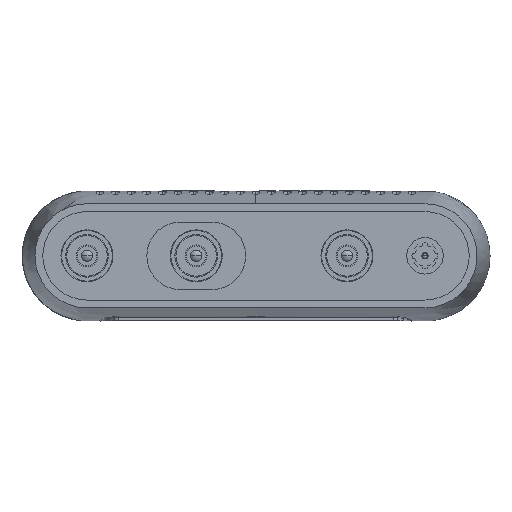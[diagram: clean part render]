
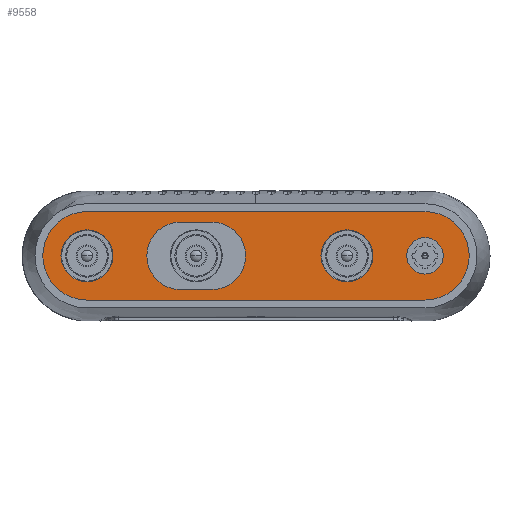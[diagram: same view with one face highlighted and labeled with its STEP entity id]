
A CAD part, top view. The second image highlights one B-rep face of the part: STEP entity #9558.
In plain terms, the highlighted planar face has unit normal (0, 0, 1).
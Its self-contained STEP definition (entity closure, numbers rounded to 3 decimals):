
#140 = VERTEX_POINT ( 'NONE', #6587 ) ;
#155 = CARTESIAN_POINT ( 'NONE',  ( 17.5, 0., -0.5 ) ) ;
#355 = DIRECTION ( 'NONE',  ( 1., 0., 0. ) ) ;
#360 = DIRECTION ( 'NONE',  ( 0., 0., 1. ) ) ;
#473 = CARTESIAN_POINT ( 'NONE',  ( 32.5, 0., -0.5 ) ) ;
#562 = ORIENTED_EDGE ( 'NONE', *, *, #16663, .F. ) ;
#728 = EDGE_CURVE ( 'NONE', #3640, #21796, #22594, .T. ) ;
#1565 = ORIENTED_EDGE ( 'NONE', *, *, #2209, .F. ) ;
#1704 = CIRCLE ( 'NONE', #7641, 3.5 ) ;
#1826 = CARTESIAN_POINT ( 'NONE',  ( -8.5, -6.5, -0.5 ) ) ;
#1837 = VERTEX_POINT ( 'NONE', #19236 ) ;
#2166 = AXIS2_PLACEMENT_3D ( 'NONE', #16615, #8673, #6245 ) ;
#2209 = EDGE_CURVE ( 'NONE', #26165, #21790, #15327, .T. ) ;
#2235 = ORIENTED_EDGE ( 'NONE', *, *, #16318, .T. ) ;
#2654 = DIRECTION ( 'NONE',  ( 1., 0., 0. ) ) ;
#2662 = DIRECTION ( 'NONE',  ( 1., 0., 0. ) ) ;
#3154 = ORIENTED_EDGE ( 'NONE', *, *, #728, .F. ) ;
#3261 = DIRECTION ( 'NONE',  ( 1., 0., 0. ) ) ;
#3640 = VERTEX_POINT ( 'NONE', #13735 ) ;
#4146 = CARTESIAN_POINT ( 'NONE',  ( 17.5, 0., -0.5 ) ) ;
#4328 = VERTEX_POINT ( 'NONE', #14912 ) ;
#4456 = EDGE_CURVE ( 'NONE', #23002, #26165, #17547, .T. ) ;
#4627 = CARTESIAN_POINT ( 'NONE',  ( 12.5, 0., -0.5 ) ) ;
#4737 = FACE_OUTER_BOUND ( 'NONE', #20039, .T. ) ;
#4740 = CARTESIAN_POINT ( 'NONE',  ( -37.5, 0., -0.5 ) ) ;
#4892 = EDGE_CURVE ( 'NONE', #26123, #23002, #11086, .T. ) ;
#4928 = CARTESIAN_POINT ( 'NONE',  ( 0., 6.5, -0.5 ) ) ;
#5082 = FACE_BOUND ( 'NONE', #16374, .T. ) ;
#6053 = DIRECTION ( 'NONE',  ( 1., 0., 0. ) ) ;
#6131 = LINE ( 'NONE', #4928, #20623 ) ;
#6209 = DIRECTION ( 'NONE',  ( 1., 0., 0. ) ) ;
#6245 = DIRECTION ( 'NONE',  ( 1., 0., 0. ) ) ;
#6433 = EDGE_CURVE ( 'NONE', #4328, #16202, #25640, .T. ) ;
#6501 = CARTESIAN_POINT ( 'NONE',  ( 32.5, 8.5, -0.5 ) ) ;
#6587 = CARTESIAN_POINT ( 'NONE',  ( 22.5, 0., -0.5 ) ) ;
#6597 = VECTOR ( 'NONE', #25045, 1000. ) ;
#6637 = DIRECTION ( 'NONE',  ( 1., 0., 0. ) ) ;
#6689 = CARTESIAN_POINT ( 'NONE',  ( -14.5, 0., -0.5 ) ) ;
#6709 = CIRCLE ( 'NONE', #17840, 5. ) ;
#7113 = DIRECTION ( 'NONE',  ( 1., 0., 0. ) ) ;
#7151 = AXIS2_PLACEMENT_3D ( 'NONE', #473, #16570, #6637 ) ;
#7280 = CARTESIAN_POINT ( 'NONE',  ( -8.5, 0., -0.5 ) ) ;
#7304 = VERTEX_POINT ( 'NONE', #26670 ) ;
#7320 = FACE_BOUND ( 'NONE', #26003, .T. ) ;
#7641 = AXIS2_PLACEMENT_3D ( 'NONE', #23111, #360, #2662 ) ;
#7699 = CIRCLE ( 'NONE', #20840, 8.5 ) ;
#8076 = CARTESIAN_POINT ( 'NONE',  ( -8.5, 6.5, -0.5 ) ) ;
#8673 = DIRECTION ( 'NONE',  ( 0., 0., 1. ) ) ;
#9061 = AXIS2_PLACEMENT_3D ( 'NONE', #155, #18478, #6053 ) ;
#9132 = VERTEX_POINT ( 'NONE', #23565 ) ;
#9140 = ORIENTED_EDGE ( 'NONE', *, *, #4456, .F. ) ;
#9142 = VECTOR ( 'NONE', #15402, 1000. ) ;
#9309 = DIRECTION ( 'NONE',  ( 0., 0., 1. ) ) ;
#9364 = CARTESIAN_POINT ( 'NONE',  ( 32.5, 0., -0.5 ) ) ;
#9558 = ADVANCED_FACE ( 'NONE', ( #21830, #5082, #7320, #25993, #4737 ), #18659, .T. ) ;
#9739 = AXIS2_PLACEMENT_3D ( 'NONE', #19710, #15343, #7113 ) ;
#9914 = VERTEX_POINT ( 'NONE', #10023 ) ;
#10023 = CARTESIAN_POINT ( 'NONE',  ( 41., 0., -0.5 ) ) ;
#10046 = ORIENTED_EDGE ( 'NONE', *, *, #4892, .F. ) ;
#10414 = ORIENTED_EDGE ( 'NONE', *, *, #6433, .F. ) ;
#10424 = ORIENTED_EDGE ( 'NONE', *, *, #18164, .F. ) ;
#10743 = DIRECTION ( 'NONE',  ( 0., 0., 1. ) ) ;
#11086 = LINE ( 'NONE', #16825, #9142 ) ;
#11121 = AXIS2_PLACEMENT_3D ( 'NONE', #4146, #18538, #6209 ) ;
#11136 = LINE ( 'NONE', #18656, #6597 ) ;
#11350 = DIRECTION ( 'NONE',  ( 0., 0., 1. ) ) ;
#11550 = CIRCLE ( 'NONE', #11121, 5. ) ;
#11574 = EDGE_LOOP ( 'NONE', ( #10414, #16786 ) ) ;
#12036 = AXIS2_PLACEMENT_3D ( 'NONE', #21190, #17052, #2654 ) ;
#12408 = ORIENTED_EDGE ( 'NONE', *, *, #14120, .T. ) ;
#12436 = CIRCLE ( 'NONE', #14457, 8.5 ) ;
#12476 = ORIENTED_EDGE ( 'NONE', *, *, #24125, .F. ) ;
#13029 = ORIENTED_EDGE ( 'NONE', *, *, #18951, .T. ) ;
#13100 = CARTESIAN_POINT ( 'NONE',  ( -32.5, 0., -0.5 ) ) ;
#13622 = VERTEX_POINT ( 'NONE', #21763 ) ;
#13629 = ORIENTED_EDGE ( 'NONE', *, *, #24502, .F. ) ;
#13735 = CARTESIAN_POINT ( 'NONE',  ( 36., 0., -0.5 ) ) ;
#14120 = EDGE_CURVE ( 'NONE', #9132, #1837, #7699, .T. ) ;
#14457 = AXIS2_PLACEMENT_3D ( 'NONE', #23689, #11350, #25728 ) ;
#14654 = DIRECTION ( 'NONE',  ( 0., 0., 1. ) ) ;
#14780 = CIRCLE ( 'NONE', #15129, 6.5 ) ;
#14912 = CARTESIAN_POINT ( 'NONE',  ( -27.5, 0., -0.5 ) ) ;
#14917 = DIRECTION ( 'NONE',  ( 1., 0., 0. ) ) ;
#15129 = AXIS2_PLACEMENT_3D ( 'NONE', #6689, #9309, #3261 ) ;
#15327 = CIRCLE ( 'NONE', #20537, 6.5 ) ;
#15343 = DIRECTION ( 'NONE',  ( 0., 0., 1. ) ) ;
#15402 = DIRECTION ( 'NONE',  ( 1., 0., 0. ) ) ;
#15546 = LINE ( 'NONE', #17419, #22645 ) ;
#16202 = VERTEX_POINT ( 'NONE', #4740 ) ;
#16318 = EDGE_CURVE ( 'NONE', #21500, #9132, #15546, .T. ) ;
#16374 = EDGE_LOOP ( 'NONE', ( #12476, #13629 ) ) ;
#16570 = DIRECTION ( 'NONE',  ( 0., 0., 1. ) ) ;
#16615 = CARTESIAN_POINT ( 'NONE',  ( -32.5, 0., -0.5 ) ) ;
#16625 = CARTESIAN_POINT ( 'NONE',  ( -32.5, 0., -0.5 ) ) ;
#16663 = EDGE_CURVE ( 'NONE', #21796, #3640, #1704, .T. ) ;
#16786 = ORIENTED_EDGE ( 'NONE', *, *, #17969, .F. ) ;
#16804 = ORIENTED_EDGE ( 'NONE', *, *, #20327, .T. ) ;
#16825 = CARTESIAN_POINT ( 'NONE',  ( 0., -6.5, -0.5 ) ) ;
#17052 = DIRECTION ( 'NONE',  ( 0., 0., 1. ) ) ;
#17419 = CARTESIAN_POINT ( 'NONE',  ( 32.5, 8.5, -0.5 ) ) ;
#17424 = DIRECTION ( 'NONE',  ( 1., 0., 0. ) ) ;
#17537 = DIRECTION ( 'NONE',  ( 0., 0., 1. ) ) ;
#17547 = CIRCLE ( 'NONE', #9739, 6.5 ) ;
#17717 = DIRECTION ( 'NONE',  ( 1., 0., 0. ) ) ;
#17840 = AXIS2_PLACEMENT_3D ( 'NONE', #16625, #14654, #355 ) ;
#17969 = EDGE_CURVE ( 'NONE', #16202, #4328, #6709, .T. ) ;
#18146 = CARTESIAN_POINT ( 'NONE',  ( 29., 0., -0.5 ) ) ;
#18164 = EDGE_CURVE ( 'NONE', #7304, #26123, #14780, .T. ) ;
#18478 = DIRECTION ( 'NONE',  ( 0., 0., 1. ) ) ;
#18538 = DIRECTION ( 'NONE',  ( 0., 0., 1. ) ) ;
#18656 = CARTESIAN_POINT ( 'NONE',  ( -32.5, -8.5, -0.5 ) ) ;
#18659 = PLANE ( 'NONE',  #2166 ) ;
#18764 = EDGE_LOOP ( 'NONE', ( #10046, #10424, #16804, #1565, #9140 ) ) ;
#18856 = EDGE_CURVE ( 'NONE', #13622, #9914, #26619, .T. ) ;
#18951 = EDGE_CURVE ( 'NONE', #9914, #21500, #12436, .T. ) ;
#19202 = CIRCLE ( 'NONE', #9061, 5. ) ;
#19236 = CARTESIAN_POINT ( 'NONE',  ( -32.5, -8.5, -0.5 ) ) ;
#19598 = DIRECTION ( 'NONE',  ( 1., 0., 0. ) ) ;
#19710 = CARTESIAN_POINT ( 'NONE',  ( -8.5, 0., -0.5 ) ) ;
#19740 = VERTEX_POINT ( 'NONE', #4627 ) ;
#19857 = ORIENTED_EDGE ( 'NONE', *, *, #18856, .T. ) ;
#20039 = EDGE_LOOP ( 'NONE', ( #12408, #21731, #19857, #13029, #2235 ) ) ;
#20327 = EDGE_CURVE ( 'NONE', #7304, #21790, #6131, .T. ) ;
#20537 = AXIS2_PLACEMENT_3D ( 'NONE', #7280, #17537, #19598 ) ;
#20623 = VECTOR ( 'NONE', #17424, 1000. ) ;
#20799 = AXIS2_PLACEMENT_3D ( 'NONE', #9364, #23767, #17717 ) ;
#20840 = AXIS2_PLACEMENT_3D ( 'NONE', #13100, #10743, #14917 ) ;
#21164 = CARTESIAN_POINT ( 'NONE',  ( -14.5, -6.5, -0.5 ) ) ;
#21190 = CARTESIAN_POINT ( 'NONE',  ( -32.5, 0., -0.5 ) ) ;
#21398 = DIRECTION ( 'NONE',  ( -1., 0., 0. ) ) ;
#21500 = VERTEX_POINT ( 'NONE', #6501 ) ;
#21731 = ORIENTED_EDGE ( 'NONE', *, *, #22508, .T. ) ;
#21763 = CARTESIAN_POINT ( 'NONE',  ( 32.5, -8.5, -0.5 ) ) ;
#21790 = VERTEX_POINT ( 'NONE', #8076 ) ;
#21796 = VERTEX_POINT ( 'NONE', #18146 ) ;
#21830 = FACE_BOUND ( 'NONE', #11574, .T. ) ;
#22508 = EDGE_CURVE ( 'NONE', #1837, #13622, #11136, .T. ) ;
#22594 = CIRCLE ( 'NONE', #7151, 3.5 ) ;
#22645 = VECTOR ( 'NONE', #21398, 1000. ) ;
#23002 = VERTEX_POINT ( 'NONE', #1826 ) ;
#23111 = CARTESIAN_POINT ( 'NONE',  ( 32.5, 0., -0.5 ) ) ;
#23351 = CARTESIAN_POINT ( 'NONE',  ( -2., 0., -0.5 ) ) ;
#23565 = CARTESIAN_POINT ( 'NONE',  ( -32.5, 8.5, -0.5 ) ) ;
#23689 = CARTESIAN_POINT ( 'NONE',  ( 32.5, 0., -0.5 ) ) ;
#23767 = DIRECTION ( 'NONE',  ( 0., 0., 1. ) ) ;
#24125 = EDGE_CURVE ( 'NONE', #140, #19740, #11550, .T. ) ;
#24502 = EDGE_CURVE ( 'NONE', #19740, #140, #19202, .T. ) ;
#25045 = DIRECTION ( 'NONE',  ( 1., 0., 0. ) ) ;
#25640 = CIRCLE ( 'NONE', #12036, 5. ) ;
#25728 = DIRECTION ( 'NONE',  ( 1., 0., 0. ) ) ;
#25993 = FACE_BOUND ( 'NONE', #18764, .T. ) ;
#26003 = EDGE_LOOP ( 'NONE', ( #3154, #562 ) ) ;
#26123 = VERTEX_POINT ( 'NONE', #21164 ) ;
#26165 = VERTEX_POINT ( 'NONE', #23351 ) ;
#26619 = CIRCLE ( 'NONE', #20799, 8.5 ) ;
#26670 = CARTESIAN_POINT ( 'NONE',  ( -14.5, 6.5, -0.5 ) ) ;
